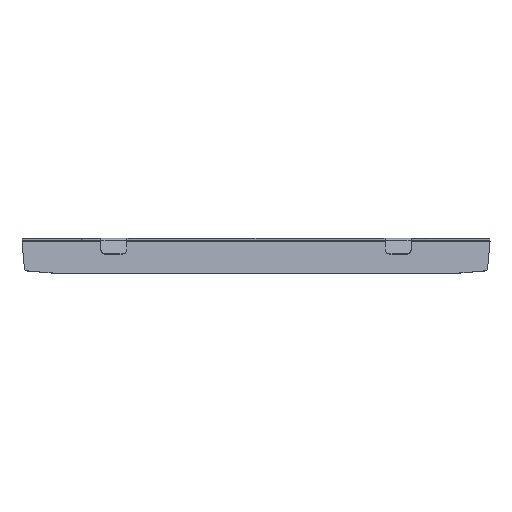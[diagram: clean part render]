
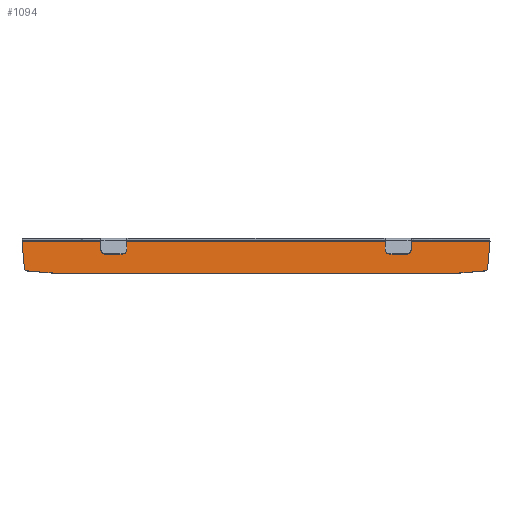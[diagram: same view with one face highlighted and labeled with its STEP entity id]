
A CAD part, front view. The second image highlights one B-rep face of the part: STEP entity #1094.
In plain terms, the highlighted planar face has unit normal (0, -0.996, 0.087).
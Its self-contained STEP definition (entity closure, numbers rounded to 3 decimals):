
#25 = VECTOR ( 'NONE', #2394, 1000. ) ;
#67 = VERTEX_POINT ( 'NONE', #1384 ) ;
#88 = DIRECTION ( 'NONE',  ( 0., -0.087, -0.996 ) ) ;
#115 = CIRCLE ( 'NONE', #2061, 2. ) ;
#118 = CARTESIAN_POINT ( 'NONE',  ( -168.913, 9.02, -27.8 ) ) ;
#122 = DIRECTION ( 'NONE',  ( 0., -0.996, 0.087 ) ) ;
#131 = ORIENTED_EDGE ( 'NONE', *, *, #1558, .F. ) ;
#175 = DIRECTION ( 'NONE',  ( 0.087, -0.087, -0.992 ) ) ;
#234 = CARTESIAN_POINT ( 'NONE',  ( -196.97, 9.203, -25.701 ) ) ;
#266 = DIRECTION ( 'NONE',  ( -0.087, -0.087, -0.992 ) ) ;
#282 = CIRCLE ( 'NONE', #2107, 2. ) ;
#339 = CARTESIAN_POINT ( 'NONE',  ( -194.978, 9.219, -25.528 ) ) ;
#347 = EDGE_CURVE ( 'NONE', #1463, #2455, #481, .T. ) ;
#386 = CARTESIAN_POINT ( 'NONE',  ( 169.087, 8.846, -29.784 ) ) ;
#393 = ORIENTED_EDGE ( 'NONE', *, *, #1431, .T. ) ;
#454 = CARTESIAN_POINT ( 'NONE',  ( -3.802, 7.586, -44.19 ) ) ;
#461 = FACE_OUTER_BOUND ( 'NONE', #990, .T. ) ;
#481 = LINE ( 'NONE', #1838, #847 ) ;
#487 = ORIENTED_EDGE ( 'NONE', *, *, #1676, .F. ) ;
#491 = CARTESIAN_POINT ( 'NONE',  ( -199., 11.226, -2.587 ) ) ;
#532 = DIRECTION ( 'NONE',  ( 0., -0.087, -0.996 ) ) ;
#533 = AXIS2_PLACEMENT_3D ( 'NONE', #2019, #2219, #2417 ) ;
#551 = EDGE_CURVE ( 'NONE', #1151, #870, #1426, .T. ) ;
#553 = LINE ( 'NONE', #812, #1798 ) ;
#647 = VECTOR ( 'NONE', #1720, 1000. ) ;
#673 = ORIENTED_EDGE ( 'NONE', *, *, #1492, .T. ) ;
#675 = PLANE ( 'NONE',  #533 ) ;
#812 = CARTESIAN_POINT ( 'NONE',  ( 197.635, 9.866, -18.125 ) ) ;
#827 = VECTOR ( 'NONE', #175, 1000. ) ;
#847 = VECTOR ( 'NONE', #1454, 1000. ) ;
#870 = VERTEX_POINT ( 'NONE', #2160 ) ;
#990 = EDGE_LOOP ( 'NONE', ( #673, #1872, #1786, #2140, #1083, #1237, #2004, #393, #487, #131 ) ) ;
#1009 = DIRECTION ( 'NONE',  ( 0., -0.996, 0.087 ) ) ;
#1074 = LINE ( 'NONE', #2406, #25 ) ;
#1082 = CARTESIAN_POINT ( 'NONE',  ( 194.978, 9.219, -25.528 ) ) ;
#1083 = ORIENTED_EDGE ( 'NONE', *, *, #1788, .F. ) ;
#1094 = ADVANCED_FACE ( 'NONE', ( #461 ), #675, .T. ) ;
#1112 = EDGE_CURVE ( 'NONE', #870, #1573, #1123, .T. ) ;
#1122 = CARTESIAN_POINT ( 'NONE',  ( -168.913, 8.846, -29.792 ) ) ;
#1123 = CIRCLE ( 'NONE', #1365, 2. ) ;
#1151 = VERTEX_POINT ( 'NONE', #1763 ) ;
#1181 = VERTEX_POINT ( 'NONE', #234 ) ;
#1237 = ORIENTED_EDGE ( 'NONE', *, *, #1806, .T. ) ;
#1289 = DIRECTION ( 'NONE',  ( 0., -0.996, 0.087 ) ) ;
#1316 = AXIS2_PLACEMENT_3D ( 'NONE', #2378, #122, #2193 ) ;
#1325 = EDGE_CURVE ( 'NONE', #1181, #1151, #282, .T. ) ;
#1341 = LINE ( 'NONE', #2469, #827 ) ;
#1365 = AXIS2_PLACEMENT_3D ( 'NONE', #118, #1643, #532 ) ;
#1368 = VERTEX_POINT ( 'NONE', #1880 ) ;
#1384 = CARTESIAN_POINT ( 'NONE',  ( 199., 11.226, -2.587 ) ) ;
#1390 = LINE ( 'NONE', #2284, #647 ) ;
#1426 = LINE ( 'NONE', #454, #1867 ) ;
#1431 = EDGE_CURVE ( 'NONE', #1463, #1368, #115, .T. ) ;
#1454 = DIRECTION ( 'NONE',  ( -0.996, -0.008, -0.087 ) ) ;
#1463 = VERTEX_POINT ( 'NONE', #2050 ) ;
#1492 = EDGE_CURVE ( 'NONE', #1782, #1181, #1341, .T. ) ;
#1558 = EDGE_CURVE ( 'NONE', #1782, #67, #1390, .T. ) ;
#1573 = VERTEX_POINT ( 'NONE', #1122 ) ;
#1643 = DIRECTION ( 'NONE',  ( 0., -0.996, 0.087 ) ) ;
#1676 = EDGE_CURVE ( 'NONE', #67, #1368, #553, .T. ) ;
#1720 = DIRECTION ( 'NONE',  ( 1., 0., 0. ) ) ;
#1763 = CARTESIAN_POINT ( 'NONE',  ( -195.152, 9.045, -27.513 ) ) ;
#1782 = VERTEX_POINT ( 'NONE', #491 ) ;
#1786 = ORIENTED_EDGE ( 'NONE', *, *, #551, .T. ) ;
#1788 = EDGE_CURVE ( 'NONE', #2170, #1573, #1074, .T. ) ;
#1798 = VECTOR ( 'NONE', #266, 1000. ) ;
#1806 = EDGE_CURVE ( 'NONE', #2170, #2455, #2348, .T. ) ;
#1838 = CARTESIAN_POINT ( 'NONE',  ( 3.802, 7.586, -44.19 ) ) ;
#1867 = VECTOR ( 'NONE', #2364, 1000. ) ;
#1872 = ORIENTED_EDGE ( 'NONE', *, *, #1325, .T. ) ;
#1880 = CARTESIAN_POINT ( 'NONE',  ( 196.97, 9.203, -25.701 ) ) ;
#2004 = ORIENTED_EDGE ( 'NONE', *, *, #347, .F. ) ;
#2019 = CARTESIAN_POINT ( 'NONE',  ( 0., 11.373, -0.9 ) ) ;
#2050 = CARTESIAN_POINT ( 'NONE',  ( 195.152, 9.045, -27.513 ) ) ;
#2061 = AXIS2_PLACEMENT_3D ( 'NONE', #1082, #1289, #2274 ) ;
#2107 = AXIS2_PLACEMENT_3D ( 'NONE', #339, #1009, #88 ) ;
#2140 = ORIENTED_EDGE ( 'NONE', *, *, #1112, .T. ) ;
#2160 = CARTESIAN_POINT ( 'NONE',  ( -169.087, 8.846, -29.784 ) ) ;
#2170 = VERTEX_POINT ( 'NONE', #2295 ) ;
#2193 = DIRECTION ( 'NONE',  ( 0., -0.087, -0.996 ) ) ;
#2219 = DIRECTION ( 'NONE',  ( 0., -0.996, 0.087 ) ) ;
#2274 = DIRECTION ( 'NONE',  ( 0., -0.087, -0.996 ) ) ;
#2284 = CARTESIAN_POINT ( 'NONE',  ( -199., 11.226, -2.587 ) ) ;
#2295 = CARTESIAN_POINT ( 'NONE',  ( 168.913, 8.846, -29.792 ) ) ;
#2348 = CIRCLE ( 'NONE', #1316, 2. ) ;
#2364 = DIRECTION ( 'NONE',  ( 0.996, -0.008, -0.087 ) ) ;
#2378 = CARTESIAN_POINT ( 'NONE',  ( 168.913, 9.02, -27.8 ) ) ;
#2394 = DIRECTION ( 'NONE',  ( -1., 0., 0. ) ) ;
#2406 = CARTESIAN_POINT ( 'NONE',  ( -199., 8.846, -29.792 ) ) ;
#2417 = DIRECTION ( 'NONE',  ( 0., -0.087, -0.996 ) ) ;
#2455 = VERTEX_POINT ( 'NONE', #386 ) ;
#2469 = CARTESIAN_POINT ( 'NONE',  ( -197.635, 9.866, -18.125 ) ) ;
